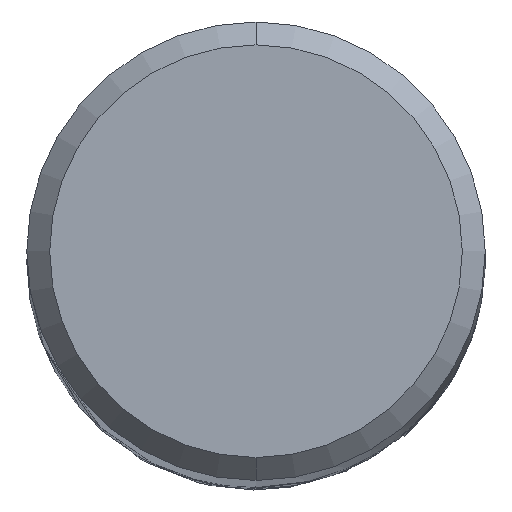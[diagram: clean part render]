
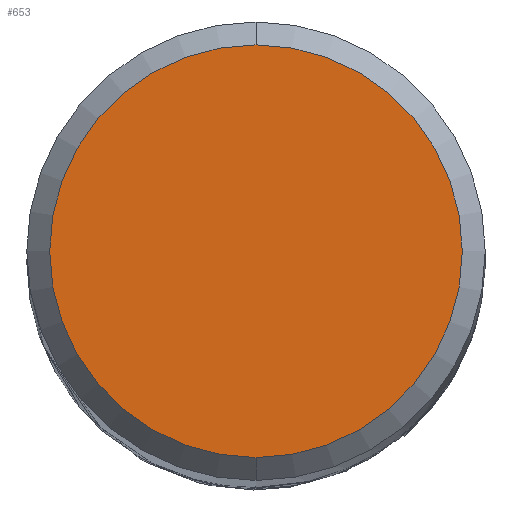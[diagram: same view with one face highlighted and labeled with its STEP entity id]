
A CAD part, top view. The second image highlights one B-rep face of the part: STEP entity #653.
In plain terms, the highlighted planar face has unit normal (0, 0, 1).
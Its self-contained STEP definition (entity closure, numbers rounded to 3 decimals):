
#277=EDGE_CURVE('',#737,#627,#784,.T.);
#347=EDGE_CURVE('',#627,#737,#863,.T.);
#627=VERTEX_POINT('',#1168);
#653=ADVANCED_FACE('',(#1198),#1199,.T.);
#737=VERTEX_POINT('',#1287);
#784=CIRCLE('',#1329,9.0);
#863=CIRCLE('',#1514,9.0);
#1168=CARTESIAN_POINT('',(0.,-9.0,0.0));
#1198=FACE_OUTER_BOUND('',#5982,.T.);
#1199=PLANE('',#5983);
#1287=CARTESIAN_POINT('',(0.0,9.0,0.0));
#1329=AXIS2_PLACEMENT_3D('',#6381,#6382,#6383);
#1514=AXIS2_PLACEMENT_3D('',#6493,#6494,#6495);
#5982=EDGE_LOOP('',(#6862,#6863));
#5983=AXIS2_PLACEMENT_3D('',#6864,#6865,#6866);
#6381=CARTESIAN_POINT('',(0.0,0.0,0.0));
#6382=DIRECTION('',(0.0,0.0,-1.0));
#6383=DIRECTION('',(0.0,1.0,0.0));
#6493=CARTESIAN_POINT('',(0.0,0.0,0.0));
#6494=DIRECTION('',(0.0,0.0,-1.0));
#6495=DIRECTION('',(0.0,1.0,0.0));
#6862=ORIENTED_EDGE('',*,*,#277,.F.);
#6863=ORIENTED_EDGE('',*,*,#347,.F.);
#6864=CARTESIAN_POINT('',(0.0,4.5,0.0));
#6865=DIRECTION('',(-0.0,0.0,1.0));
#6866=DIRECTION('',(0.0,-1.0,0.0));
